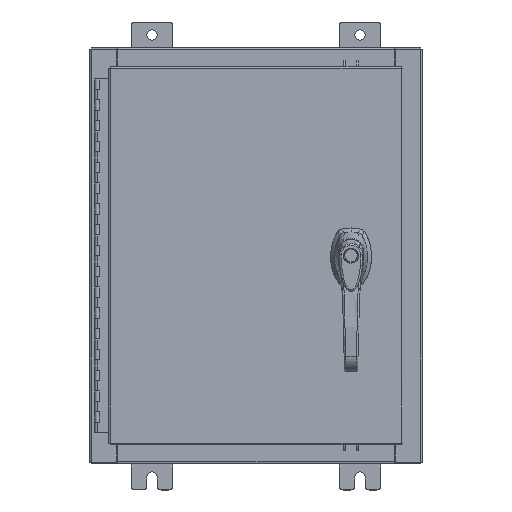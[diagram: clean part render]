
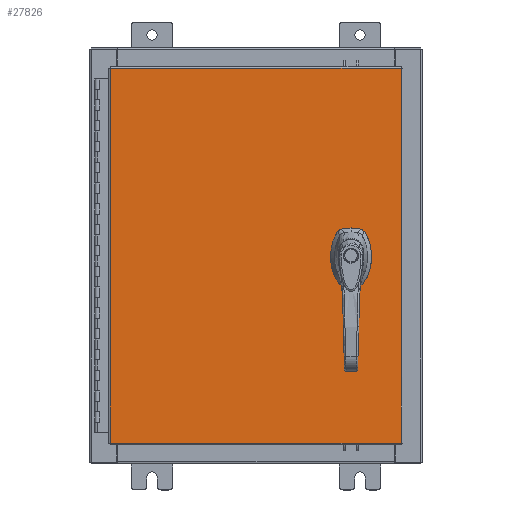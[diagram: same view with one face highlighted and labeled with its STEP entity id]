
A CAD part, top view. The second image highlights one B-rep face of the part: STEP entity #27826.
In plain terms, the highlighted planar face has unit normal (0, 0, 1).
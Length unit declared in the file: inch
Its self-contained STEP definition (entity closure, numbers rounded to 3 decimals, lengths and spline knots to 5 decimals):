
#78 = CARTESIAN_POINT ( 'NONE',  ( 4.578, -1.338, 0. ) ) ;
#506 = CARTESIAN_POINT ( 'NONE',  ( 4.578, 0., 0. ) ) ;
#1888 = DIRECTION ( 'NONE',  ( 1., 0., 0. ) ) ;
#2697 = FACE_OUTER_BOUND ( 'NONE', #93119, .T. ) ;
#3861 = VERTEX_POINT ( 'NONE', #26881 ) ;
#4326 = VERTEX_POINT ( 'NONE', #97590 ) ;
#5205 = LINE ( 'NONE', #9085, #47846 ) ;
#5510 = VERTEX_POINT ( 'NONE', #97609 ) ;
#5977 = LINE ( 'NONE', #110473, #54010 ) ;
#6381 = DIRECTION ( 'NONE',  ( -1., 0., 0. ) ) ;
#6542 = EDGE_CURVE ( 'NONE', #72094, #80399, #93724, .T. ) ;
#6895 = CARTESIAN_POINT ( 'NONE',  ( 4.981, 0., 0. ) ) ;
#7390 = CARTESIAN_POINT ( 'NONE',  ( -6.9903, -9.0063, 0. ) ) ;
#8653 = DIRECTION ( 'NONE',  ( 1., 0., 0. ) ) ;
#9012 = EDGE_CURVE ( 'NONE', #63940, #59156, #81397, .T. ) ;
#9066 = DIRECTION ( 'NONE',  ( 1., 0., 0. ) ) ;
#9085 = CARTESIAN_POINT ( 'NONE',  ( 0., 0.403, 0. ) ) ;
#10186 = VERTEX_POINT ( 'NONE', #65317 ) ;
#12626 = CARTESIAN_POINT ( 'NONE',  ( 4.981, -0.20023, 0. ) ) ;
#14492 = AXIS2_PLACEMENT_3D ( 'NONE', #506, #60162, #9066 ) ;
#18389 = CARTESIAN_POINT ( 'NONE',  ( 6.9903, 9.0063, 0. ) ) ;
#18668 = CARTESIAN_POINT ( 'NONE',  ( 4.175, 0., 0. ) ) ;
#19246 = AXIS2_PLACEMENT_3D ( 'NONE', #91425, #57452, #6381 ) ;
#19265 = DIRECTION ( 'NONE',  ( 0., 0., 1. ) ) ;
#19331 = CARTESIAN_POINT ( 'NONE',  ( 4.37777, 0.403, 0. ) ) ;
#20363 = VERTEX_POINT ( 'NONE', #79556 ) ;
#21952 = EDGE_CURVE ( 'NONE', #51172, #104739, #43457, .T. ) ;
#24707 = LINE ( 'NONE', #27659, #87462 ) ;
#26881 = CARTESIAN_POINT ( 'NONE',  ( 4.4065, -1.338, 0. ) ) ;
#27230 = DIRECTION ( 'NONE',  ( 0., -1., 0. ) ) ;
#27659 = CARTESIAN_POINT ( 'NONE',  ( -6.9903, 9.0063, 0. ) ) ;
#27826 = ADVANCED_FACE ( 'NONE', ( #28031, #2697, #48000 ), #65685, .F. ) ;
#28031 = FACE_BOUND ( 'NONE', #78044, .T. ) ;
#29402 = ORIENTED_EDGE ( 'NONE', *, *, #64667, .F. ) ;
#30843 = EDGE_LOOP ( 'NONE', ( #53469, #36324, #97868, #29402, #31611, #90091, #79398, #101398 ) ) ;
#31587 = VECTOR ( 'NONE', #27230, 39.37008 ) ;
#31611 = ORIENTED_EDGE ( 'NONE', *, *, #97529, .F. ) ;
#31816 = CARTESIAN_POINT ( 'NONE',  ( 0., -0.403, 0. ) ) ;
#33777 = EDGE_CURVE ( 'NONE', #55649, #3861, #74533, .T. ) ;
#36324 = ORIENTED_EDGE ( 'NONE', *, *, #85454, .F. ) ;
#36358 = EDGE_CURVE ( 'NONE', #59156, #97720, #24707, .T. ) ;
#37042 = CIRCLE ( 'NONE', #14492, 0.45 ) ;
#40422 = EDGE_CURVE ( 'NONE', #4326, #63940, #53593, .T. ) ;
#40454 = DIRECTION ( 'NONE',  ( 0., -1., 0. ) ) ;
#40986 = AXIS2_PLACEMENT_3D ( 'NONE', #78, #59730, #8653 ) ;
#41478 = ORIENTED_EDGE ( 'NONE', *, *, #9012, .T. ) ;
#42322 = CARTESIAN_POINT ( 'NONE',  ( 4.578, 0., 0. ) ) ;
#43180 = CIRCLE ( 'NONE', #94299, 0.1715 ) ;
#43457 = LINE ( 'NONE', #6895, #46079 ) ;
#46079 = VECTOR ( 'NONE', #40454, 39.37008 ) ;
#47846 = VECTOR ( 'NONE', #68773, 39.37008 ) ;
#48000 = FACE_BOUND ( 'NONE', #30843, .T. ) ;
#48250 = VECTOR ( 'NONE', #61191, 39.37008 ) ;
#48738 = DIRECTION ( 'NONE',  ( 0., 0., 1. ) ) ;
#50651 = DIRECTION ( 'NONE',  ( 1., 0., 0. ) ) ;
#50874 = DIRECTION ( 'NONE',  ( 1., 0., 0. ) ) ;
#51172 = VERTEX_POINT ( 'NONE', #79039 ) ;
#52921 = DIRECTION ( 'NONE',  ( 0., 0., 1. ) ) ;
#53469 = ORIENTED_EDGE ( 'NONE', *, *, #21952, .T. ) ;
#53593 = LINE ( 'NONE', #61680, #96368 ) ;
#54010 = VECTOR ( 'NONE', #50651, 39.37008 ) ;
#54290 = LINE ( 'NONE', #18668, #31587 ) ;
#55215 = DIRECTION ( 'NONE',  ( -1., 0., 0. ) ) ;
#55649 = VERTEX_POINT ( 'NONE', #100481 ) ;
#55756 = CARTESIAN_POINT ( 'NONE',  ( -6.9903, 9.0063, 0. ) ) ;
#56565 = AXIS2_PLACEMENT_3D ( 'NONE', #104129, #52921, #1888 ) ;
#56883 = ORIENTED_EDGE ( 'NONE', *, *, #101794, .T. ) ;
#57452 = DIRECTION ( 'NONE',  ( 0., 0., -1. ) ) ;
#57788 = EDGE_CURVE ( 'NONE', #3861, #55649, #43180, .T. ) ;
#58220 = ORIENTED_EDGE ( 'NONE', *, *, #57788, .F. ) ;
#58694 = VECTOR ( 'NONE', #55215, 39.37008 ) ;
#59156 = VERTEX_POINT ( 'NONE', #55756 ) ;
#59730 = DIRECTION ( 'NONE',  ( 0., 0., 1. ) ) ;
#60084 = ORIENTED_EDGE ( 'NONE', *, *, #40422, .T. ) ;
#60162 = DIRECTION ( 'NONE',  ( 0., 0., 1. ) ) ;
#61191 = DIRECTION ( 'NONE',  ( 1., 0., 0. ) ) ;
#61680 = CARTESIAN_POINT ( 'NONE',  ( 6.9903, -9.0063, 0. ) ) ;
#63940 = VERTEX_POINT ( 'NONE', #109636 ) ;
#64667 = EDGE_CURVE ( 'NONE', #20363, #72094, #37042, .T. ) ;
#65012 = CIRCLE ( 'NONE', #86995, 0.45 ) ;
#65317 = CARTESIAN_POINT ( 'NONE',  ( 4.175, 0.20023, 0. ) ) ;
#65685 = PLANE ( 'NONE',  #19246 ) ;
#68034 = DIRECTION ( 'NONE',  ( 0., 1., 0. ) ) ;
#68773 = DIRECTION ( 'NONE',  ( -1., 0., 0. ) ) ;
#70403 = CARTESIAN_POINT ( 'NONE',  ( 4.578, 0., 0. ) ) ;
#71658 = CARTESIAN_POINT ( 'NONE',  ( 4.77823, -0.403, 0. ) ) ;
#72094 = VERTEX_POINT ( 'NONE', #78492 ) ;
#74533 = CIRCLE ( 'NONE', #40986, 0.1715 ) ;
#77887 = EDGE_CURVE ( 'NONE', #102159, #10186, #65012, .T. ) ;
#78044 = EDGE_LOOP ( 'NONE', ( #101737, #58220 ) ) ;
#78492 = CARTESIAN_POINT ( 'NONE',  ( 4.37777, -0.403, 0. ) ) ;
#78986 = DIRECTION ( 'NONE',  ( 1., 0., 0. ) ) ;
#79039 = CARTESIAN_POINT ( 'NONE',  ( 4.981, 0.20023, 0. ) ) ;
#79398 = ORIENTED_EDGE ( 'NONE', *, *, #88572, .F. ) ;
#79556 = CARTESIAN_POINT ( 'NONE',  ( 4.175, -0.20023, 0. ) ) ;
#80399 = VERTEX_POINT ( 'NONE', #71658 ) ;
#81397 = LINE ( 'NONE', #18389, #58694 ) ;
#85454 = EDGE_CURVE ( 'NONE', #80399, #104739, #105590, .T. ) ;
#86995 = AXIS2_PLACEMENT_3D ( 'NONE', #42322, #102104, #50874 ) ;
#87373 = DIRECTION ( 'NONE',  ( 0., -1., 0. ) ) ;
#87462 = VECTOR ( 'NONE', #87373, 39.37008 ) ;
#88572 = EDGE_CURVE ( 'NONE', #5510, #102159, #5205, .T. ) ;
#90091 = ORIENTED_EDGE ( 'NONE', *, *, #77887, .F. ) ;
#91425 = CARTESIAN_POINT ( 'NONE',  ( 0., 0., 0. ) ) ;
#91778 = ORIENTED_EDGE ( 'NONE', *, *, #36358, .T. ) ;
#93119 = EDGE_LOOP ( 'NONE', ( #56883, #60084, #41478, #91778 ) ) ;
#93724 = LINE ( 'NONE', #31816, #48250 ) ;
#94299 = AXIS2_PLACEMENT_3D ( 'NONE', #99967, #48738, #108587 ) ;
#96368 = VECTOR ( 'NONE', #68034, 39.37008 ) ;
#97529 = EDGE_CURVE ( 'NONE', #10186, #20363, #54290, .T. ) ;
#97590 = CARTESIAN_POINT ( 'NONE',  ( 6.9903, -9.0063, 0. ) ) ;
#97609 = CARTESIAN_POINT ( 'NONE',  ( 4.77823, 0.403, 0. ) ) ;
#97720 = VERTEX_POINT ( 'NONE', #7390 ) ;
#97868 = ORIENTED_EDGE ( 'NONE', *, *, #6542, .F. ) ;
#99967 = CARTESIAN_POINT ( 'NONE',  ( 4.578, -1.338, 0. ) ) ;
#100481 = CARTESIAN_POINT ( 'NONE',  ( 4.7495, -1.338, 0. ) ) ;
#101398 = ORIENTED_EDGE ( 'NONE', *, *, #106780, .F. ) ;
#101737 = ORIENTED_EDGE ( 'NONE', *, *, #33777, .F. ) ;
#101794 = EDGE_CURVE ( 'NONE', #97720, #4326, #5977, .T. ) ;
#102104 = DIRECTION ( 'NONE',  ( 0., 0., 1. ) ) ;
#102159 = VERTEX_POINT ( 'NONE', #19331 ) ;
#102933 = CIRCLE ( 'NONE', #109101, 0.45 ) ;
#104129 = CARTESIAN_POINT ( 'NONE',  ( 4.578, 0., 0. ) ) ;
#104739 = VERTEX_POINT ( 'NONE', #12626 ) ;
#105590 = CIRCLE ( 'NONE', #56565, 0.45 ) ;
#106780 = EDGE_CURVE ( 'NONE', #51172, #5510, #102933, .T. ) ;
#108587 = DIRECTION ( 'NONE',  ( 1., 0., 0. ) ) ;
#109101 = AXIS2_PLACEMENT_3D ( 'NONE', #70403, #19265, #78986 ) ;
#109636 = CARTESIAN_POINT ( 'NONE',  ( 6.9903, 9.0063, 0. ) ) ;
#110473 = CARTESIAN_POINT ( 'NONE',  ( -6.9903, -9.0063, 0. ) ) ;
